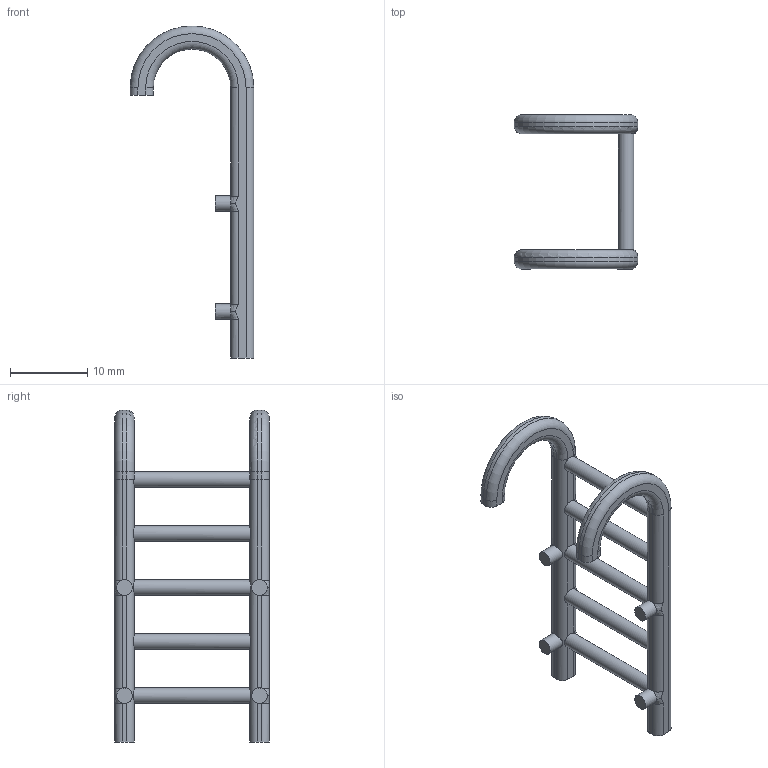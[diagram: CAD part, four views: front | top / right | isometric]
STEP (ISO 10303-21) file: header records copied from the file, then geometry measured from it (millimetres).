
FILE_DESCRIPTION(('TFLEX Exchange Step'),'2;1');
FILE_NAME('.stp', '2022-03-31T12:15:14+03:00',('ilya'),('Unknown organisation'),'TFLEX Exchange 2022.0','T-FLEX CAD','Unknown authorisation');
FILE_SCHEMA( ('AUTOMOTIVE_DESIGN { 1 0 10303 214 1 1 1 1 }') );
Length unit declared in the file: millimetre
Products named in the file (3): 3D Узел_1; 0; лестница
Assembly tree (2 placements, depth 3):
  лестница
    0
      3D Узел_1
Bounding box: 16 x 20 x 43 mm (x, y, z)
Volume: 1012.4 mm3; surface area: 1569.3 mm2
Topology: 1 solids, 1 shells, 101 faces, 285 edges, 179 vertices
Faces by surface type: cylinder 43, plane 34, bspline 16, torus 8
Full cylindrical faces by diameter (mm): 2 x9
Entity records: 6762 total; most frequent: CARTESIAN_POINT 4177, ORIENTED_EDGE 570, DIRECTION 499, EDGE_CURVE 285, AXIS2_PLACEMENT_3D 196, VERTEX_POINT 178, VECTOR 107, LINE 107
